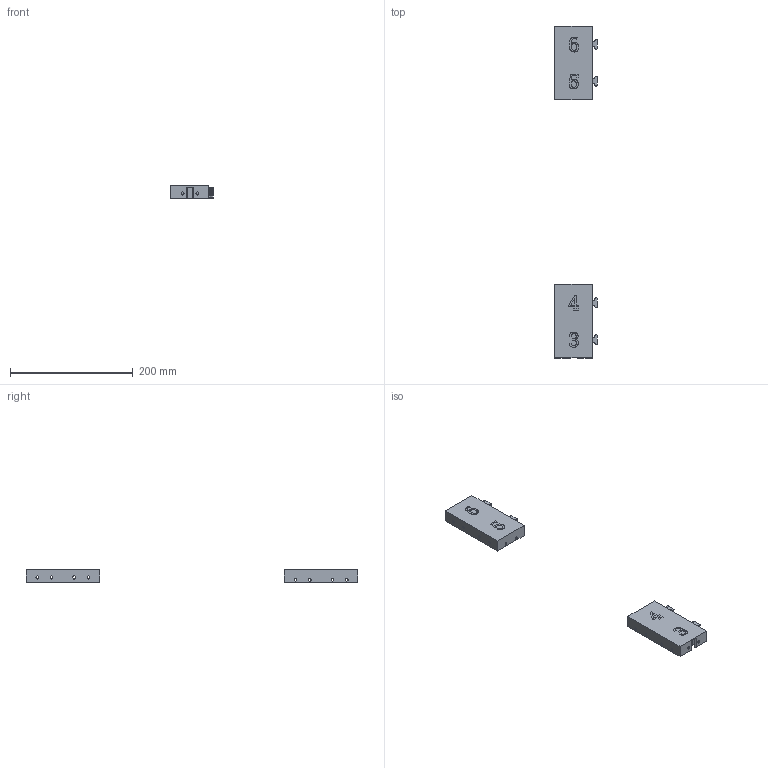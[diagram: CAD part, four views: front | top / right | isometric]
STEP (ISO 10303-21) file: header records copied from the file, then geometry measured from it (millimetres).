
FILE_DESCRIPTION(/* description */ ('STEP AP242','CAx-IF Rec.Pracs.---Representation and Presentation of Product Manufacturing Information (PMI)---4.0---2014-10-13','CAx-IF Rec.Pracs.---3D Tessellated Geometry---0.4---2014-09-14','2;1'),/* implementation_level */ '2;1');
FILE_NAME(/* name */ '68b3c62df19c206e1bfd099f',/* time_stamp */ '2025-08-31T03:49:02Z',/* author */ (''),/* organization */ (''),/* preprocessor_version */ 'ST-DEVELOPER v20',/* originating_system */ 'ONSHAPE BY PTC INC, 1.203',/* authorisation */ ' ');
FILE_SCHEMA (('AP242_MANAGED_MODEL_BASED_3D_ENGINEERING_MIM_LF { 1 0 10303 442 1 1 4 }'));
Length unit declared in the file: metre
Products named in the file (6): Part 212; Part 210; FE1x2-QTSF-MagEdgeChessCoord-43; Part 214; Part 213; FE2x1-TQFS-MagEdgeChessCoord-65
Bounding box: 69.5 x 539.95 x 20 mm (x, y, z)
Volume: 272384.5 mm3; surface area: 66894.6 mm2
Topology: 6 solids, 6 shells, 552 faces, 1668 edges, 1108 vertices
Faces by surface type: plane 288, cylinder 138, bspline 122, cone 4
Full cylindrical faces by diameter (mm): 14 x4
Entity records: 19487 total; most frequent: CARTESIAN_POINT 4924, ORIENTED_EDGE 3320, DIRECTION 2568, EDGE_CURVE 1660, VERTEX_POINT 1108, LINE 1008, VECTOR 1008, AXIS2_PLACEMENT_3D 780
